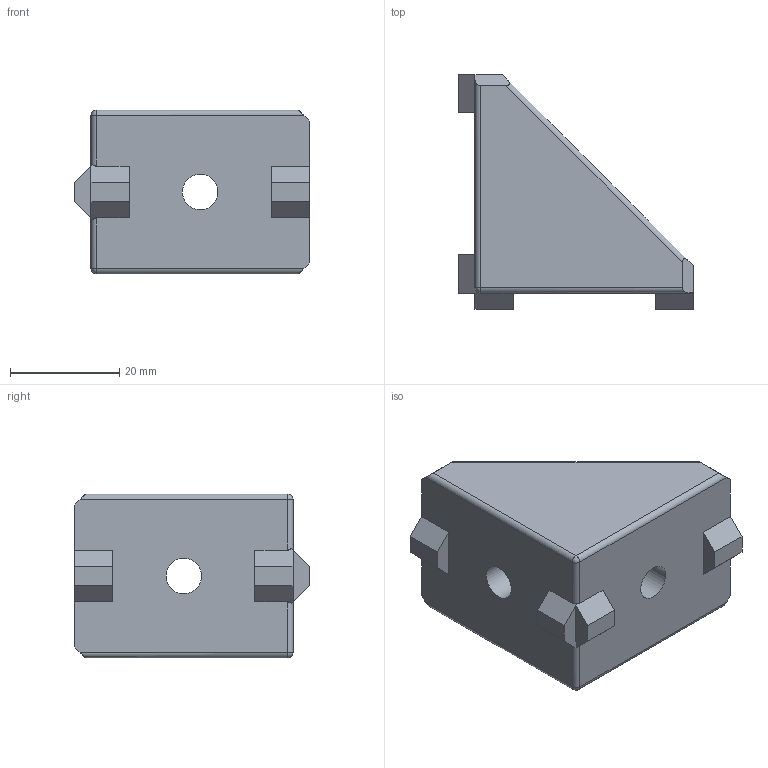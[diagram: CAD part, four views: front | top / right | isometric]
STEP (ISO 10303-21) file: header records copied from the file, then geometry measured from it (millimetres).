
FILE_DESCRIPTION(/* description */ ('3030 corner bracket v3','CAx-IF Rec.Pracs.---Representation and Presentation of Product Manufacturing Information (PMI)---4.0---2014-10-13'),/* implementation_level */ '2;1');
FILE_NAME(/* name */ 'OSSM - Stand - 3030 Extrusion Base Default_Hardware - OSSM - Stand - 3030 Extrusion Base Default_3030 Corner Bracket_step.stp',/* time_stamp */ '2025-02-27T09:06:28-05:00',/* author */ (''),/* organization */ (''),/* preprocessor_version */ 'ST-DEVELOPER v20',/* originating_system */ 'Autodesk Translation Framework v13.20.0.188',/* authorisation */ '');
FILE_SCHEMA (('AP242_MANAGED_MODEL_BASED_3D_ENGINEERING_MIM_LF { 1 0 10303 442 1 1 4 }'));
Length unit declared in the file: millimetre
Products named in the file (1): 3030 corner bracket v3
Bounding box: 43 x 43 x 30 mm (x, y, z)
Volume: 25379.3 mm3; surface area: 7437.2 mm2
Topology: 1 solids, 1 shells, 49 faces, 128 edges, 82 vertices
Faces by surface type: plane 33, cylinder 14, sphere 2
Full cylindrical faces by diameter (mm): 6.5 x2, 13.5 x2
Entity records: 1545 total; most frequent: DIRECTION 263, CARTESIAN_POINT 262, ORIENTED_EDGE 256, EDGE_CURVE 128, LINE 91, VECTOR 91, AXIS2_PLACEMENT_3D 86, VERTEX_POINT 82
